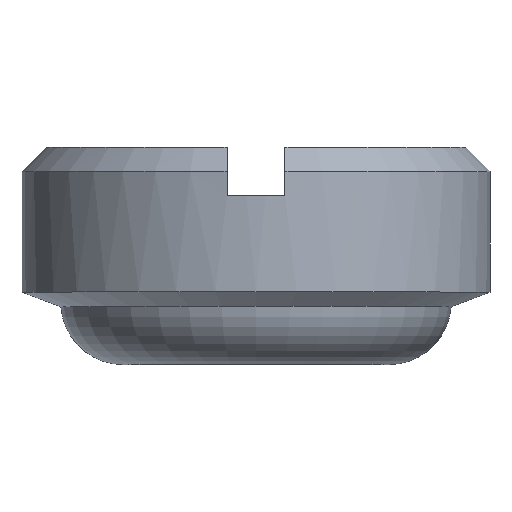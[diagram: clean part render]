
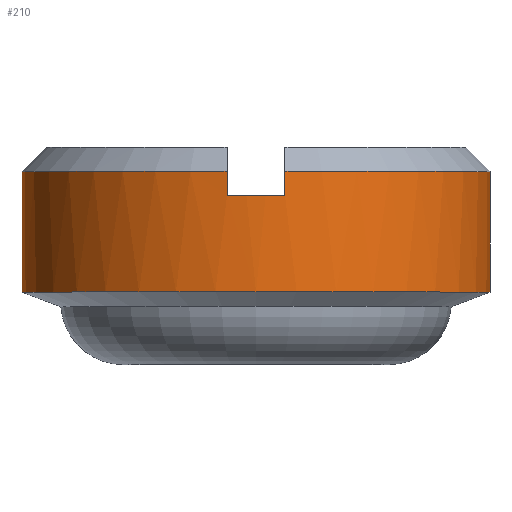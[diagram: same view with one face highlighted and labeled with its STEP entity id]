
A CAD part, top view. The second image highlights one B-rep face of the part: STEP entity #210.
In plain terms, the highlighted cylindrical face has radius 4.85 mm (diameter 9.7 mm), a partial arc.
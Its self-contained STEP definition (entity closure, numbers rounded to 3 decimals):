
#119=CARTESIAN_POINT('',(4.85,1.5,-0.));
#120=VERTEX_POINT('',#119);
#127=CARTESIAN_POINT('',(-4.85,1.5,0.));
#128=VERTEX_POINT('',#127);
#129=CARTESIAN_POINT('',(0.,1.5,0.));
#130=DIRECTION('',(-0.,-1.,0.));
#131=DIRECTION('',(1.,-0.,0.));
#132=AXIS2_PLACEMENT_3D('',#129,#130,#131);
#133=CIRCLE('',#132,4.85);
#134=EDGE_CURVE('',#120,#128,#133,.T.);
#145=CARTESIAN_POINT('',(0.,0.65,0.));
#146=DIRECTION('',(-0.,-1.,0.));
#147=DIRECTION('',(1.,-0.,0.));
#148=AXIS2_PLACEMENT_3D('',#145,#146,#147);
#149=CYLINDRICAL_SURFACE('',#148,4.85);
#150=CARTESIAN_POINT('',(-0.6,4.,4.813));
#151=VERTEX_POINT('',#150);
#152=CARTESIAN_POINT('',(-4.85,4.,0.));
#153=VERTEX_POINT('',#152);
#154=CARTESIAN_POINT('',(0.,4.,0.));
#155=DIRECTION('',(-0.,-1.,0.));
#156=DIRECTION('',(1.,-0.,0.));
#157=AXIS2_PLACEMENT_3D('',#154,#155,#156);
#158=CIRCLE('',#157,4.85);
#159=EDGE_CURVE('',#151,#153,#158,.T.);
#160=ORIENTED_EDGE('',*,*,#159,.T.);
#161=CARTESIAN_POINT('',(-4.85,4.,0.));
#162=DIRECTION('',(0.,-1.,0.));
#163=VECTOR('',#162,2.5);
#164=LINE('',#161,#163);
#165=EDGE_CURVE('',#153,#128,#164,.T.);
#166=ORIENTED_EDGE('',*,*,#165,.T.);
#167=ORIENTED_EDGE('',*,*,#134,.F.);
#168=CARTESIAN_POINT('',(4.85,4.,-0.));
#169=VERTEX_POINT('',#168);
#170=CARTESIAN_POINT('',(4.85,4.,0.));
#171=DIRECTION('',(-0.,-1.,0.));
#172=VECTOR('',#171,2.5);
#173=LINE('',#170,#172);
#174=EDGE_CURVE('',#169,#120,#173,.T.);
#175=ORIENTED_EDGE('',*,*,#174,.F.);
#176=CARTESIAN_POINT('',(0.6,4.,4.813));
#177=VERTEX_POINT('',#176);
#178=CARTESIAN_POINT('',(0.,4.,0.));
#179=DIRECTION('',(-0.,-1.,0.));
#180=DIRECTION('',(1.,-0.,0.));
#181=AXIS2_PLACEMENT_3D('',#178,#179,#180);
#182=CIRCLE('',#181,4.85);
#183=EDGE_CURVE('',#169,#177,#182,.T.);
#184=ORIENTED_EDGE('',*,*,#183,.T.);
#185=CARTESIAN_POINT('',(0.6,3.5,4.813));
#186=VERTEX_POINT('',#185);
#187=CARTESIAN_POINT('',(0.6,4.,4.813));
#188=DIRECTION('',(-0.,-1.,0.));
#189=VECTOR('',#188,0.5);
#190=LINE('',#187,#189);
#191=EDGE_CURVE('',#177,#186,#190,.T.);
#192=ORIENTED_EDGE('',*,*,#191,.T.);
#193=CARTESIAN_POINT('',(-0.6,3.5,4.813));
#194=VERTEX_POINT('',#193);
#195=CARTESIAN_POINT('',(0.,3.5,0.));
#196=DIRECTION('',(0.,-1.,0.));
#197=DIRECTION('',(0.,0.,-1.));
#198=AXIS2_PLACEMENT_3D('',#195,#196,#197);
#199=CIRCLE('',#198,4.85);
#200=EDGE_CURVE('',#186,#194,#199,.T.);
#201=ORIENTED_EDGE('',*,*,#200,.T.);
#202=CARTESIAN_POINT('',(-0.6,3.5,4.813));
#203=DIRECTION('',(0.,1.,0.));
#204=VECTOR('',#203,0.5);
#205=LINE('',#202,#204);
#206=EDGE_CURVE('',#194,#151,#205,.T.);
#207=ORIENTED_EDGE('',*,*,#206,.T.);
#208=EDGE_LOOP('',(#160,#166,#167,#175,#184,#192,#201,#207));
#209=FACE_BOUND('',#208,.T.);
#210=ADVANCED_FACE('NONE',(#209),#149,.T.);
